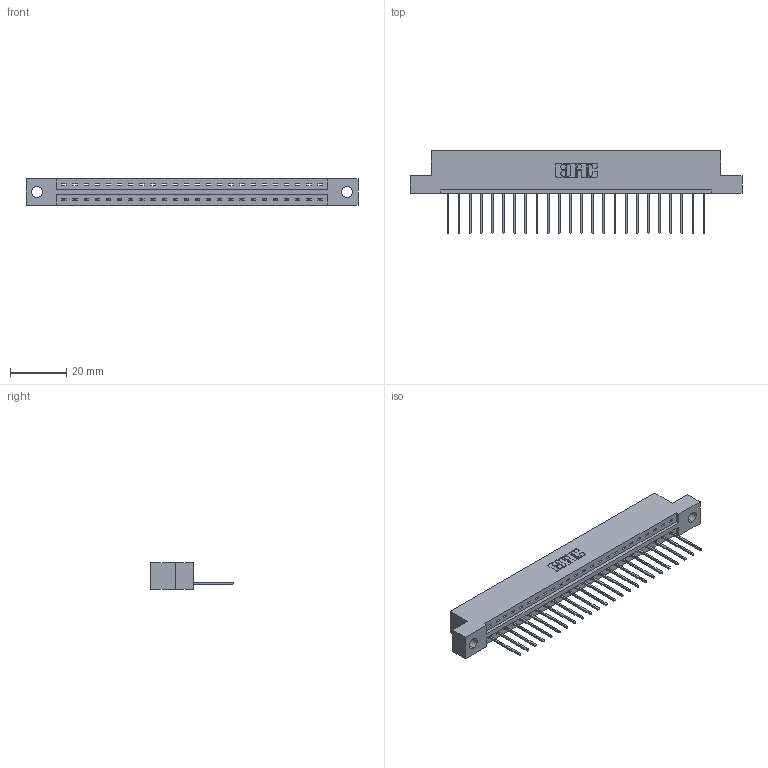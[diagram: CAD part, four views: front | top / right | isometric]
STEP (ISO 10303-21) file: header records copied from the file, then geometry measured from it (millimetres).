
FILE_DESCRIPTION (( 'STEP AP203' ), '1' );
FILE_NAME ('337-024-540-104.STEP', '2018-08-05T19:44:19', ( '' ), ( '' ), 'SwSTEP 2.0', 'SolidWorks 2016', '' );
FILE_SCHEMA (( 'CONFIG_CONTROL_DESIGN' ));
Length unit declared in the file: inch
Products named in the file (3): 337 Part_Flush Mounting Lugs - 0.156 Dia-TH; 345-292-001_345-293-140; 337-024-540-104
Assembly tree (25 placements, depth 2):
  337-024-540-104
    337 Part_Flush Mounting Lugs - 0.156 Dia-TH
    345-292-001_345-293-140  x24
Bounding box: 118.11 x 29.47 x 9.4 mm (x, y, z)
Volume: 11994.9 mm3; surface area: 12331.6 mm2
Topology: 25 solids, 25 shells, 1602 faces, 4823 edges, 3182 vertices
Faces by surface type: plane 1174, cylinder 428
Entity records: 20189 total; most frequent: CARTESIAN_POINT 3522, ORIENTED_EDGE 3482, DIRECTION 3001, EDGE_CURVE 1741, VECTOR 1613, LINE 1613, VERTEX_POINT 1158, AXIS2_PLACEMENT_3D 694
